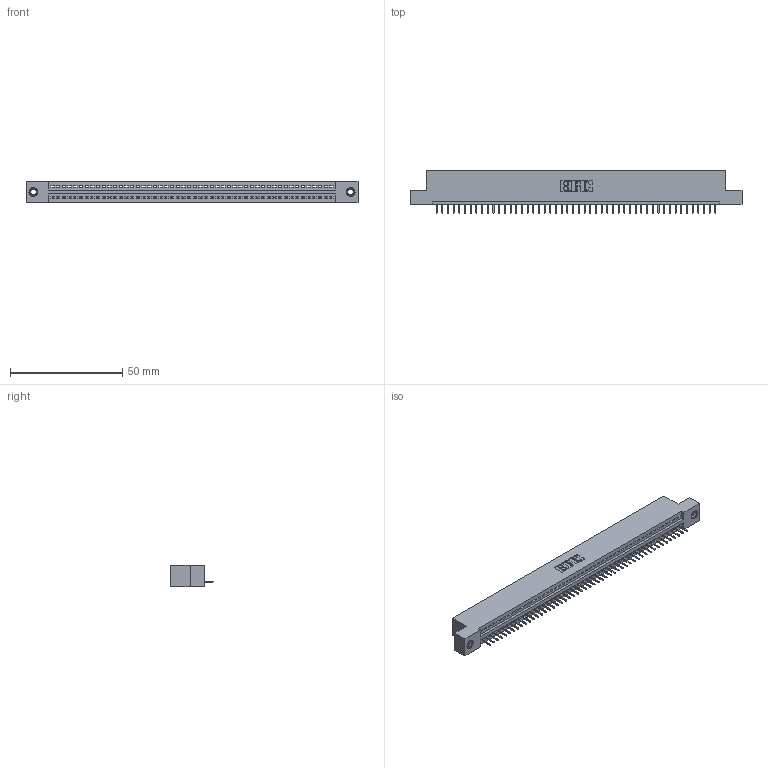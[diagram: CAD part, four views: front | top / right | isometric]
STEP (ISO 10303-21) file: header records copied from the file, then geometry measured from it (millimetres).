
FILE_DESCRIPTION (( 'STEP AP203' ), '1' );
FILE_NAME ('395-050-524-107.STEP', '2018-11-20T06:44:32', ( '' ), ( '' ), 'SwSTEP 2.0', 'SolidWorks 2016', '' );
FILE_SCHEMA (( 'CONFIG_CONTROL_DESIGN' ));
Length unit declared in the file: inch
Products named in the file (4): 395-050-524-107; 345-292-001_345-293-124; 345 Part_Flush Mounting Lugs - 0.156 Dia-TI; 345-250-001_345-250-005-103
Assembly tree (53 placements, depth 2):
  395-050-524-107
    345 Part_Flush Mounting Lugs - 0.156 Dia-TI
    345-292-001_345-293-124  x50
    345-250-001_345-250-005-103  x2
Bounding box: 148.21 x 19.35 x 9.4 mm (x, y, z)
Volume: 13931.5 mm3; surface area: 18023.5 mm2
Topology: 53 solids, 53 shells, 3286 faces, 9477 edges, 6110 vertices
Faces by surface type: plane 2412, cylinder 858, cone 12, torus 4
Entity records: 37814 total; most frequent: CARTESIAN_POINT 6529, ORIENTED_EDGE 6506, DIRECTION 5719, EDGE_CURVE 3253, VECTOR 2905, LINE 2905, VERTEX_POINT 2160, AXIS2_PLACEMENT_3D 1407
